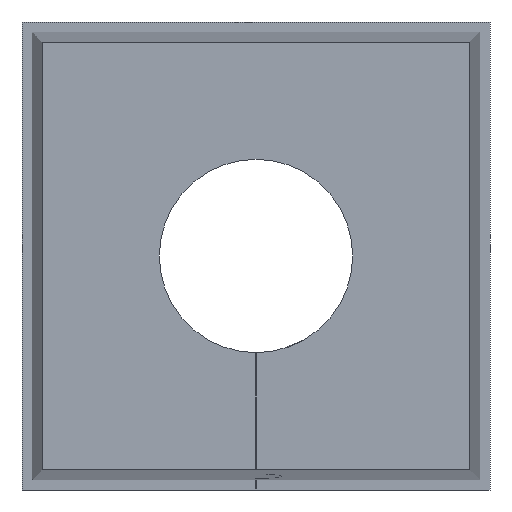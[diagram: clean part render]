
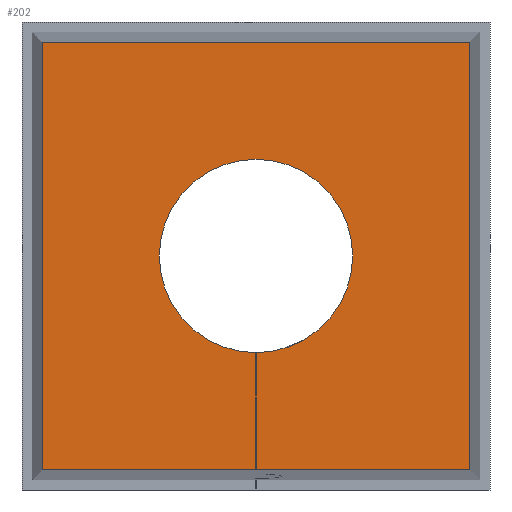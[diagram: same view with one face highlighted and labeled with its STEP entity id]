
A CAD part, front view. The second image highlights one B-rep face of the part: STEP entity #202.
In plain terms, the highlighted planar face has unit normal (0, -1, 0).
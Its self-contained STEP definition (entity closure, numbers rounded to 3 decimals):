
#36 = ORIENTED_EDGE ( 'NONE', *, *, #531, .F. ) ;
#49 = VERTEX_POINT ( 'NONE', #73 ) ;
#50 = CARTESIAN_POINT ( 'NONE',  ( -0.005, -14.5, -9.5 ) ) ;
#55 = LINE ( 'NONE', #245, #56 ) ;
#56 = VECTOR ( 'NONE', #290, 1000. ) ;
#60 = DIRECTION ( 'NONE',  ( -1., 0., 0. ) ) ;
#70 = CARTESIAN_POINT ( 'NONE',  ( 0., -14.5, 0. ) ) ;
#73 = CARTESIAN_POINT ( 'NONE',  ( -9.5, -14.5, 0. ) ) ;
#100 = VERTEX_POINT ( 'NONE', #265 ) ;
#103 = ORIENTED_EDGE ( 'NONE', *, *, #375, .F. ) ;
#111 = CARTESIAN_POINT ( 'NONE',  ( 20.994, -14.5, 22. ) ) ;
#112 = ORIENTED_EDGE ( 'NONE', *, *, #495, .T. ) ;
#137 = LINE ( 'NONE', #141, #697 ) ;
#141 = CARTESIAN_POINT ( 'NONE',  ( -20.994, -14.5, -22. ) ) ;
#147 = ORIENTED_EDGE ( 'NONE', *, *, #441, .T. ) ;
#151 = ORIENTED_EDGE ( 'NONE', *, *, #716, .F. ) ;
#164 = CARTESIAN_POINT ( 'NONE',  ( 22., -14.5, -20.994 ) ) ;
#165 = FACE_OUTER_BOUND ( 'NONE', #306, .T. ) ;
#180 = DIRECTION ( 'NONE',  ( -1., 0., 0. ) ) ;
#190 = DIRECTION ( 'NONE',  ( 0., 1., 0. ) ) ;
#192 = ORIENTED_EDGE ( 'NONE', *, *, #319, .F. ) ;
#195 = VECTOR ( 'NONE', #180, 1000. ) ;
#201 = LINE ( 'NONE', #322, #232 ) ;
#202 = ADVANCED_FACE ( 'NONE', ( #165 ), #591, .F. ) ;
#219 = AXIS2_PLACEMENT_3D ( 'NONE', #336, #470, #789 ) ;
#223 = VERTEX_POINT ( 'NONE', #330 ) ;
#225 = DIRECTION ( 'NONE',  ( 1., 0., 0. ) ) ;
#232 = VECTOR ( 'NONE', #648, 1000. ) ;
#245 = CARTESIAN_POINT ( 'NONE',  ( -22., -14.5, 20.994 ) ) ;
#265 = CARTESIAN_POINT ( 'NONE',  ( -0.005, -14.5, -20.994 ) ) ;
#269 = CARTESIAN_POINT ( 'NONE',  ( 0., -14.5, 0. ) ) ;
#289 = EDGE_CURVE ( 'NONE', #223, #481, #744, .T. ) ;
#290 = DIRECTION ( 'NONE',  ( 1., 0., 0. ) ) ;
#296 = CIRCLE ( 'NONE', #219, 9.5 ) ;
#306 = EDGE_LOOP ( 'NONE', ( #147, #790, #427, #112, #514, #151, #192, #103, #36, #788 ) ) ;
#319 = EDGE_CURVE ( 'NONE', #807, #596, #752, .T. ) ;
#321 = VERTEX_POINT ( 'NONE', #440 ) ;
#322 = CARTESIAN_POINT ( 'NONE',  ( -0.005, -14.5, -11.5 ) ) ;
#330 = CARTESIAN_POINT ( 'NONE',  ( 0.005, -14.5, -9.5 ) ) ;
#336 = CARTESIAN_POINT ( 'NONE',  ( 0., -14.5, 0. ) ) ;
#352 = EDGE_CURVE ( 'NONE', #100, #321, #425, .T. ) ;
#358 = DIRECTION ( 'NONE',  ( -1., 0., 0. ) ) ;
#372 = DIRECTION ( 'NONE',  ( 0., 1., 0. ) ) ;
#375 = EDGE_CURVE ( 'NONE', #636, #807, #55, .T. ) ;
#383 = DIRECTION ( 'NONE',  ( -1., 0., 0. ) ) ;
#393 = DIRECTION ( 'NONE',  ( 0., 0., 1. ) ) ;
#408 = AXIS2_PLACEMENT_3D ( 'NONE', #503, #372, #358 ) ;
#415 = DIRECTION ( 'NONE',  ( 0., 1., 0. ) ) ;
#425 = LINE ( 'NONE', #633, #195 ) ;
#427 = ORIENTED_EDGE ( 'NONE', *, *, #667, .T. ) ;
#438 = VECTOR ( 'NONE', #60, 1000. ) ;
#440 = CARTESIAN_POINT ( 'NONE',  ( -20.994, -14.5, -20.994 ) ) ;
#441 = EDGE_CURVE ( 'NONE', #100, #617, #201, .T. ) ;
#466 = AXIS2_PLACEMENT_3D ( 'NONE', #70, #190, #383 ) ;
#470 = DIRECTION ( 'NONE',  ( 0., 1., 0. ) ) ;
#481 = VERTEX_POINT ( 'NONE', #767 ) ;
#495 = EDGE_CURVE ( 'NONE', #560, #223, #573, .T. ) ;
#503 = CARTESIAN_POINT ( 'NONE',  ( 0., -14.5, 0. ) ) ;
#506 = CIRCLE ( 'NONE', #408, 9.5 ) ;
#514 = ORIENTED_EDGE ( 'NONE', *, *, #289, .T. ) ;
#531 = EDGE_CURVE ( 'NONE', #321, #636, #137, .T. ) ;
#558 = CARTESIAN_POINT ( 'NONE',  ( 0.005, -14.5, -11.5 ) ) ;
#560 = VERTEX_POINT ( 'NONE', #597 ) ;
#562 = EDGE_CURVE ( 'NONE', #617, #49, #296, .T. ) ;
#569 = LINE ( 'NONE', #164, #438 ) ;
#571 = DIRECTION ( 'NONE',  ( 0., 0., -1. ) ) ;
#573 = CIRCLE ( 'NONE', #466, 9.5 ) ;
#574 = VECTOR ( 'NONE', #809, 1000. ) ;
#591 = PLANE ( 'NONE',  #774 ) ;
#596 = VERTEX_POINT ( 'NONE', #794 ) ;
#597 = CARTESIAN_POINT ( 'NONE',  ( 9.5, -14.5, 0. ) ) ;
#617 = VERTEX_POINT ( 'NONE', #50 ) ;
#623 = CARTESIAN_POINT ( 'NONE',  ( -20.994, -14.5, 20.994 ) ) ;
#633 = CARTESIAN_POINT ( 'NONE',  ( 22., -14.5, -20.994 ) ) ;
#636 = VERTEX_POINT ( 'NONE', #623 ) ;
#648 = DIRECTION ( 'NONE',  ( 0., 0., 1. ) ) ;
#667 = EDGE_CURVE ( 'NONE', #49, #560, #506, .T. ) ;
#697 = VECTOR ( 'NONE', #393, 1000. ) ;
#711 = VECTOR ( 'NONE', #571, 1000. ) ;
#716 = EDGE_CURVE ( 'NONE', #596, #481, #569, .T. ) ;
#744 = LINE ( 'NONE', #558, #711 ) ;
#752 = LINE ( 'NONE', #111, #574 ) ;
#767 = CARTESIAN_POINT ( 'NONE',  ( 0.005, -14.5, -20.994 ) ) ;
#774 = AXIS2_PLACEMENT_3D ( 'NONE', #269, #415, #225 ) ;
#788 = ORIENTED_EDGE ( 'NONE', *, *, #352, .F. ) ;
#789 = DIRECTION ( 'NONE',  ( -1., 0., 0. ) ) ;
#790 = ORIENTED_EDGE ( 'NONE', *, *, #562, .T. ) ;
#794 = CARTESIAN_POINT ( 'NONE',  ( 20.994, -14.5, -20.994 ) ) ;
#807 = VERTEX_POINT ( 'NONE', #810 ) ;
#809 = DIRECTION ( 'NONE',  ( 0., 0., -1. ) ) ;
#810 = CARTESIAN_POINT ( 'NONE',  ( 20.994, -14.5, 20.994 ) ) ;
